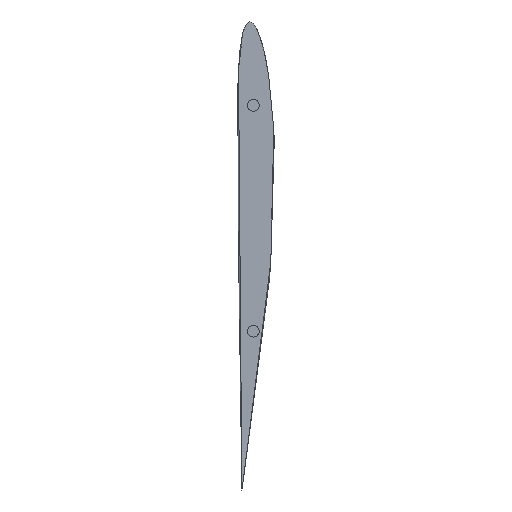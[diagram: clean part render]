
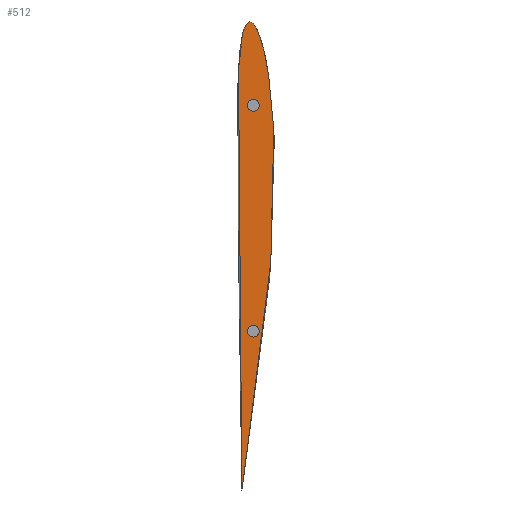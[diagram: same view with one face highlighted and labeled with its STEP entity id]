
A CAD part, left-side view. The second image highlights one B-rep face of the part: STEP entity #512.
In plain terms, the highlighted planar face has unit normal (-1, 0, 0).
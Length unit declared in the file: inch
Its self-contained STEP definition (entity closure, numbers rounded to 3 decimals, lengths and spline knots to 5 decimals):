
#1 = CARTESIAN_POINT ( 'NONE',  ( -27.5, 3.15541, 60.28638 ) ) ;
#9 = ORIENTED_EDGE ( 'NONE', *, *, #611, .F. ) ;
#22 = CIRCLE ( 'NONE', #165, 0.19 ) ;
#25 = VERTEX_POINT ( 'NONE', #252 ) ;
#33 = CARTESIAN_POINT ( 'NONE',  ( -27.5, 3.01179, 49.05492 ) ) ;
#37 = EDGE_CURVE ( 'NONE', #249, #278, #447, .T. ) ;
#44 = CARTESIAN_POINT ( 'NONE',  ( -27.5, 2.33085, 53.53158 ) ) ;
#47 = CARTESIAN_POINT ( 'NONE',  ( -27.5, 2.98659, 49.05452 ) ) ;
#49 = EDGE_CURVE ( 'NONE', #256, #25, #263, .T. ) ;
#78 = ORIENTED_EDGE ( 'NONE', *, *, #203, .F. ) ;
#84 = CARTESIAN_POINT ( 'NONE',  ( -27.5, 3.06757, 53.56767 ) ) ;
#90 = CARTESIAN_POINT ( 'NONE',  ( -27.5, 3.13534, 58.05472 ) ) ;
#91 = DIRECTION ( 'NONE',  ( 0., 0.171, -0.985 ) ) ;
#96 = CARTESIAN_POINT ( 'NONE',  ( -27.5, 2.85734, 49.79753 ) ) ;
#99 = CARTESIAN_POINT ( 'NONE',  ( -27.5, 3.01039, 48.91773 ) ) ;
#103 = DIRECTION ( 'NONE',  ( 0., 0., 1. ) ) ;
#113 = DIRECTION ( 'NONE',  ( -1., 0., 0. ) ) ;
#114 = CIRCLE ( 'NONE', #576, 0.19 ) ;
#122 = CARTESIAN_POINT ( 'NONE',  ( -27.5, 2.63659, 54.05452 ) ) ;
#132 = CARTESIAN_POINT ( 'NONE',  ( -27.5, 3.1176, 56.56264 ) ) ;
#138 = CARTESIAN_POINT ( 'NONE',  ( -27.5, 3.14824, 61.7763 ) ) ;
#142 = CARTESIAN_POINT ( 'NONE',  ( -27.5, 2.45257, 63.64298 ) ) ;
#143 = CARTESIAN_POINT ( 'NONE',  ( -27.5, 3.01039, 48.91773 ) ) ;
#147 = CARTESIAN_POINT ( 'NONE',  ( -27.5, 2.69858, 64.03763 ) ) ;
#149 = ORIENTED_EDGE ( 'NONE', *, *, #441, .F. ) ;
#157 = DIRECTION ( 'NONE',  ( 0., 1., 0. ) ) ;
#158 = CIRCLE ( 'NONE', #609, 0.19 ) ;
#165 = AXIS2_PLACEMENT_3D ( 'NONE', #323, #416, #614 ) ;
#182 = CARTESIAN_POINT ( 'NONE',  ( -27.5, 1.93984, 59.30157 ) ) ;
#185 = CARTESIAN_POINT ( 'NONE',  ( -27.5, 2.63659, 61.35452 ) ) ;
#186 = CARTESIAN_POINT ( 'NONE',  ( -27.5, 2.767, 64.15201 ) ) ;
#190 = CARTESIAN_POINT ( 'NONE',  ( -27.5, 3.15625, 61.03033 ) ) ;
#194 = DIRECTION ( 'NONE',  ( 0., 0.01, 1. ) ) ;
#203 = EDGE_CURVE ( 'NONE', #213, #474, #158, .T. ) ;
#213 = VERTEX_POINT ( 'NONE', #221 ) ;
#221 = CARTESIAN_POINT ( 'NONE',  ( -27.5, 2.63659, 61.54452 ) ) ;
#223 = CARTESIAN_POINT ( 'NONE',  ( -27.5, 3.09196, 55.06623 ) ) ;
#228 = CARTESIAN_POINT ( 'NONE',  ( -27.5, 2.51766, 52.03488 ) ) ;
#235 = FACE_BOUND ( 'NONE', #453, .T. ) ;
#238 = LINE ( 'NONE', #99, #543 ) ;
#244 = CARTESIAN_POINT ( 'NONE',  ( -27.5, 2.63659, 61.16452 ) ) ;
#249 = VERTEX_POINT ( 'NONE', #462 ) ;
#252 = CARTESIAN_POINT ( 'NONE',  ( -27.5, 2.98659, 49.05452 ) ) ;
#256 = VERTEX_POINT ( 'NONE', #410 ) ;
#263 = B_SPLINE_CURVE_WITH_KNOTS ( 'NONE', 3,
 ( #33, #404, #460, #321, #455, #84, #223, #132, #90, #414, #1, #190, #138, #325, #521, #371, #506, #514, #186, #510, #142, #421, #572, #274, #562, #568, #617, #182, #368, #566, #327, #44, #228, #517, #96, #317, #280 ),
 .UNSPECIFIED., .F., .F.,
 ( 4, 1, 1, 1, 1, 1, 1, 1, 1, 1, 1, 1, 1, 1, 1, 1, 1, 1, 1, 1, 1, 1, 1, 1, 1, 1, 1, 1, 1, 1, 1, 1, 1, 1, 4 ),
 ( 0., 0.02492, 0.04978, 0.09942, 0.14895, 0.19841, 0.24779, 0.29712, 0.34614, 0.37066, 0.39519, 0.41979, 0.44449, 0.45691, 0.46944, 0.48218, 0.48881, 0.49762, 0.50644, 0.51304, 0.52597, 0.53865, 0.55126, 0.57636, 0.60141, 0.62643, 0.65144, 0.70143, 0.75116, 0.80091, 0.85066, 0.90043, 0.95022, 0.97512, 1. ),
 .UNSPECIFIED. ) ;
#274 = CARTESIAN_POINT ( 'NONE',  ( -27.5, 2.1579, 62.45396 ) ) ;
#278 = VERTEX_POINT ( 'NONE', #567 ) ;
#280 = CARTESIAN_POINT ( 'NONE',  ( -27.5, 2.98659, 49.05452 ) ) ;
#286 = EDGE_CURVE ( 'NONE', #25, #482, #358, .T. ) ;
#298 = PLANE ( 'NONE',  #594 ) ;
#301 = ORIENTED_EDGE ( 'NONE', *, *, #286, .F. ) ;
#305 = DIRECTION ( 'NONE',  ( 0., 0., 1. ) ) ;
#312 = DIRECTION ( 'NONE',  ( -1., 0., 0. ) ) ;
#317 = CARTESIAN_POINT ( 'NONE',  ( -27.5, 2.94352, 49.30212 ) ) ;
#321 = CARTESIAN_POINT ( 'NONE',  ( -27.5, 3.0306, 50.81367 ) ) ;
#323 = CARTESIAN_POINT ( 'NONE',  ( -27.5, 2.63659, 54.05452 ) ) ;
#325 = CARTESIAN_POINT ( 'NONE',  ( -27.5, 3.12772, 62.39909 ) ) ;
#327 = CARTESIAN_POINT ( 'NONE',  ( -27.5, 2.17435, 55.03137 ) ) ;
#340 = FACE_OUTER_BOUND ( 'NONE', #559, .T. ) ;
#348 = CARTESIAN_POINT ( 'NONE',  ( -27.5, 2.63659, 61.35452 ) ) ;
#358 = LINE ( 'NONE', #47, #575 ) ;
#366 = DIRECTION ( 'NONE',  ( -1., 0., 0. ) ) ;
#368 = CARTESIAN_POINT ( 'NONE',  ( -27.5, 1.96461, 58.04137 ) ) ;
#369 = EDGE_CURVE ( 'NONE', #474, #213, #114, .T. ) ;
#371 = CARTESIAN_POINT ( 'NONE',  ( -27.5, 3.0591, 63.27683 ) ) ;
#404 = CARTESIAN_POINT ( 'NONE',  ( -27.5, 3.01436, 49.30664 ) ) ;
#410 = CARTESIAN_POINT ( 'NONE',  ( -27.5, 3.01179, 49.05492 ) ) ;
#414 = CARTESIAN_POINT ( 'NONE',  ( -27.5, 3.14765, 59.29571 ) ) ;
#416 = DIRECTION ( 'NONE',  ( -1., 0., 0. ) ) ;
#421 = CARTESIAN_POINT ( 'NONE',  ( -27.5, 2.33733, 63.3295 ) ) ;
#434 = ORIENTED_EDGE ( 'NONE', *, *, #37, .F. ) ;
#441 = EDGE_CURVE ( 'NONE', #482, #256, #238, .T. ) ;
#447 = CIRCLE ( 'NONE', #595, 0.19 ) ;
#453 = EDGE_LOOP ( 'NONE', ( #78, #500 ) ) ;
#455 = CARTESIAN_POINT ( 'NONE',  ( -27.5, 3.04545, 52.06648 ) ) ;
#460 = CARTESIAN_POINT ( 'NONE',  ( -27.5, 3.01949, 49.80948 ) ) ;
#462 = CARTESIAN_POINT ( 'NONE',  ( -27.5, 2.63659, 54.24452 ) ) ;
#474 = VERTEX_POINT ( 'NONE', #244 ) ;
#479 = FACE_BOUND ( 'NONE', #592, .T. ) ;
#482 = VERTEX_POINT ( 'NONE', #143 ) ;
#496 = ORIENTED_EDGE ( 'NONE', *, *, #49, .F. ) ;
#498 = DIRECTION ( 'NONE',  ( 0., 0., 1. ) ) ;
#500 = ORIENTED_EDGE ( 'NONE', *, *, #369, .F. ) ;
#506 = CARTESIAN_POINT ( 'NONE',  ( -27.5, 3.00296, 63.60304 ) ) ;
#510 = CARTESIAN_POINT ( 'NONE',  ( -27.5, 2.54426, 63.89464 ) ) ;
#512 = ADVANCED_FACE ( 'NONE', ( #235, #479, #340 ), #298, .F. ) ;
#514 = CARTESIAN_POINT ( 'NONE',  ( -27.5, 2.9409, 63.86125 ) ) ;
#517 = CARTESIAN_POINT ( 'NONE',  ( -27.5, 2.69787, 50.79058 ) ) ;
#521 = CARTESIAN_POINT ( 'NONE',  ( -27.5, 3.09519, 62.90037 ) ) ;
#543 = VECTOR ( 'NONE', #194, 39.37008 ) ;
#559 = EDGE_LOOP ( 'NONE', ( #301, #496, #149 ) ) ;
#562 = CARTESIAN_POINT ( 'NONE',  ( -27.5, 2.07174, 61.82576 ) ) ;
#566 = CARTESIAN_POINT ( 'NONE',  ( -27.5, 2.05217, 56.53392 ) ) ;
#567 = CARTESIAN_POINT ( 'NONE',  ( -27.5, 2.63659, 53.86452 ) ) ;
#568 = CARTESIAN_POINT ( 'NONE',  ( -27.5, 2.00349, 61.0692 ) ) ;
#572 = CARTESIAN_POINT ( 'NONE',  ( -27.5, 2.25335, 62.95466 ) ) ;
#575 = VECTOR ( 'NONE', #91, 39.37008 ) ;
#576 = AXIS2_PLACEMENT_3D ( 'NONE', #185, #366, #103 ) ;
#586 = DIRECTION ( 'NONE',  ( 1., 0., 0. ) ) ;
#592 = EDGE_LOOP ( 'NONE', ( #434, #9 ) ) ;
#594 = AXIS2_PLACEMENT_3D ( 'NONE', #147, #586, #157 ) ;
#595 = AXIS2_PLACEMENT_3D ( 'NONE', #122, #312, #498 ) ;
#609 = AXIS2_PLACEMENT_3D ( 'NONE', #348, #113, #305 ) ;
#611 = EDGE_CURVE ( 'NONE', #278, #249, #22, .T. ) ;
#614 = DIRECTION ( 'NONE',  ( 0., 0., 1. ) ) ;
#617 = CARTESIAN_POINT ( 'NONE',  ( -27.5, 1.96273, 60.31181 ) ) ;
